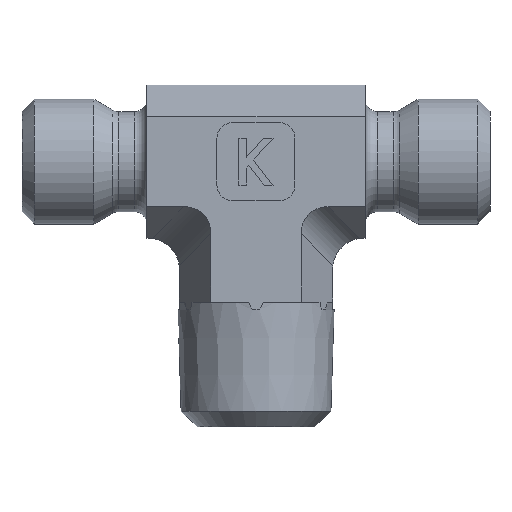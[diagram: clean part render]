
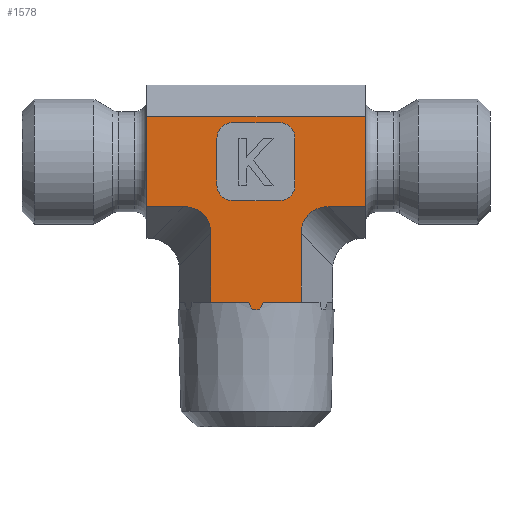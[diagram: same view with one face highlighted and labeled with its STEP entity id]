
A CAD part, left-side view. The second image highlights one B-rep face of the part: STEP entity #1578.
In plain terms, the highlighted planar face has unit normal (-1, 0, 0).
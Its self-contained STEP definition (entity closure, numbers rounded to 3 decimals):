
#289=CARTESIAN_POINT('',(-24.885,9.093,0.5));
#290=VERTEX_POINT('',#289);
#298=CARTESIAN_POINT('',(-24.885,9.327,0.0));
#299=VERTEX_POINT('',#298);
#300=CARTESIAN_POINT('',(-24.885,9.327,0.0));
#301=CARTESIAN_POINT('',(-24.885,9.21,0.162));
#302=CARTESIAN_POINT('',(-24.885,9.093,0.5));
#310=(BOUNDED_CURVE()B_SPLINE_CURVE(2,(#300,#301,#302),.UNSPECIFIED.,.F.,.U.)B_SPLINE_CURVE_WITH_KNOTS((3,3),(0.0,0.055),.UNSPECIFIED.)CURVE()GEOMETRIC_REPRESENTATION_ITEM()RATIONAL_B_SPLINE_CURVE((1.0,1.,1.0))REPRESENTATION_ITEM(''));
#311=EDGE_CURVE('',#299,#290,#310,.T.);
#313=CARTESIAN_POINT('',(-24.885,9.761,0.0));
#314=VERTEX_POINT('',#313);
#322=CARTESIAN_POINT('',(-24.885,9.995,0.5));
#323=VERTEX_POINT('',#322);
#324=CARTESIAN_POINT('',(-24.885,9.995,0.5));
#325=CARTESIAN_POINT('',(-24.885,9.878,0.162));
#326=CARTESIAN_POINT('',(-24.885,9.761,0.0));
#334=(BOUNDED_CURVE()B_SPLINE_CURVE(2,(#324,#325,#326),.UNSPECIFIED.,.F.,.U.)B_SPLINE_CURVE_WITH_KNOTS((3,3),(0.0,0.055),.UNSPECIFIED.)CURVE()GEOMETRIC_REPRESENTATION_ITEM()RATIONAL_B_SPLINE_CURVE((1.0,1.,1.0))REPRESENTATION_ITEM(''));
#335=EDGE_CURVE('',#323,#314,#334,.T.);
#769=CARTESIAN_POINT('',(-24.885,12.431,0.5));
#770=VERTEX_POINT('',#769);
#771=CARTESIAN_POINT('',(-24.885,12.431,0.5));
#772=DIRECTION('',(0.0,-1.0,0.0));
#773=VECTOR('',#772,2.435);
#774=LINE('',#771,#773);
#775=EDGE_CURVE('',#770,#323,#774,.T.);
#815=CARTESIAN_POINT('',(-24.885,6.657,0.5));
#816=VERTEX_POINT('',#815);
#823=CARTESIAN_POINT('',(-24.885,9.093,0.5));
#824=DIRECTION('',(0.0,-1.0,0.0));
#825=VECTOR('',#824,2.435);
#826=LINE('',#823,#825);
#827=EDGE_CURVE('',#290,#816,#826,.T.);
#1096=CARTESIAN_POINT('',(-24.885,9.761,0.0));
#1097=DIRECTION('',(0.0,-1.0,0.0));
#1098=VECTOR('',#1097,0.433);
#1099=LINE('',#1096,#1098);
#1100=EDGE_CURVE('',#314,#299,#1099,.T.);
#1364=CARTESIAN_POINT('',(-24.885,16.544,6.613));
#1365=VERTEX_POINT('',#1364);
#1372=CARTESIAN_POINT('',(-24.885,16.544,12.387));
#1373=VERTEX_POINT('',#1372);
#1374=CARTESIAN_POINT('',(-24.885,16.544,12.387));
#1375=DIRECTION('',(0.0,0.0,-1.0));
#1376=VECTOR('',#1375,5.774);
#1377=LINE('',#1374,#1376);
#1378=EDGE_CURVE('',#1373,#1365,#1377,.T.);
#1415=CARTESIAN_POINT('',(-24.885,2.544,12.387));
#1416=VERTEX_POINT('',#1415);
#1417=CARTESIAN_POINT('',(-24.885,16.544,12.387));
#1418=DIRECTION('',(0.0,-1.0,0.0));
#1419=VECTOR('',#1418,14.);
#1420=LINE('',#1417,#1419);
#1421=EDGE_CURVE('',#1373,#1416,#1420,.T.);
#1440=CARTESIAN_POINT('',(-24.885,6.657,0.0));
#1441=DIRECTION('',(-1.0,0.0,0.0));
#1442=DIRECTION('',(0.0,0.0,1.0));
#1443=AXIS2_PLACEMENT_3D('',#1440,#1441,#1442);
#1444=PLANE('',#1443);
#1445=ORIENTED_EDGE('',*,*,#827,.T.);
#1446=CARTESIAN_POINT('',(-24.885,6.657,4.881));
#1447=VERTEX_POINT('',#1446);
#1448=CARTESIAN_POINT('',(-24.885,6.657,0.5));
#1449=DIRECTION('',(0.0,0.0,1.0));
#1450=VECTOR('',#1449,4.381);
#1451=LINE('',#1448,#1450);
#1452=EDGE_CURVE('',#816,#1447,#1451,.T.);
#1453=ORIENTED_EDGE('',*,*,#1452,.T.);
#1454=CARTESIAN_POINT('',(-24.885,4.925,6.613));
#1455=VERTEX_POINT('',#1454);
#1456=CARTESIAN_POINT('',(-24.885,4.348,4.304));
#1457=DIRECTION('',(-1.0,0.,0.));
#1458=DIRECTION('',(0.,0.707,0.707));
#1459=AXIS2_PLACEMENT_3D('',#1456,#1457,#1458);
#1460=ELLIPSE('',#1459,2.582,2.0);
#1461=EDGE_CURVE('',#1455,#1447,#1460,.T.);
#1462=ORIENTED_EDGE('',*,*,#1461,.F.);
#1463=CARTESIAN_POINT('',(-24.885,2.544,6.613));
#1464=VERTEX_POINT('',#1463);
#1465=CARTESIAN_POINT('',(-24.885,4.925,6.613));
#1466=DIRECTION('',(0.0,-1.0,0.0));
#1467=VECTOR('',#1466,2.381);
#1468=LINE('',#1465,#1467);
#1469=EDGE_CURVE('',#1455,#1464,#1468,.T.);
#1470=ORIENTED_EDGE('',*,*,#1469,.T.);
#1471=CARTESIAN_POINT('',(-24.885,2.544,6.613));
#1472=DIRECTION('',(0.0,0.0,1.0));
#1473=VECTOR('',#1472,5.774);
#1474=LINE('',#1471,#1473);
#1475=EDGE_CURVE('',#1464,#1416,#1474,.T.);
#1476=ORIENTED_EDGE('',*,*,#1475,.T.);
#1477=ORIENTED_EDGE('',*,*,#1421,.F.);
#1478=ORIENTED_EDGE('',*,*,#1378,.T.);
#1479=CARTESIAN_POINT('',(-24.885,14.163,6.613));
#1480=VERTEX_POINT('',#1479);
#1481=CARTESIAN_POINT('',(-24.885,14.163,6.613));
#1482=DIRECTION('',(0.0,1.0,0.0));
#1483=VECTOR('',#1482,2.381);
#1484=LINE('',#1481,#1483);
#1485=EDGE_CURVE('',#1480,#1365,#1484,.T.);
#1486=ORIENTED_EDGE('',*,*,#1485,.F.);
#1487=CARTESIAN_POINT('',(-24.885,12.431,4.881));
#1488=VERTEX_POINT('',#1487);
#1489=CARTESIAN_POINT('',(-24.885,14.74,4.304));
#1490=DIRECTION('',(-1.0,0.,0.));
#1491=DIRECTION('',(0.,-0.707,0.707));
#1492=AXIS2_PLACEMENT_3D('',#1489,#1490,#1491);
#1493=ELLIPSE('',#1492,2.582,2.0);
#1494=EDGE_CURVE('',#1488,#1480,#1493,.T.);
#1495=ORIENTED_EDGE('',*,*,#1494,.F.);
#1496=CARTESIAN_POINT('',(-24.885,12.431,0.5));
#1497=DIRECTION('',(0.0,0.0,1.0));
#1498=VECTOR('',#1497,4.381);
#1499=LINE('',#1496,#1498);
#1500=EDGE_CURVE('',#770,#1488,#1499,.T.);
#1501=ORIENTED_EDGE('',*,*,#1500,.F.);
#1502=ORIENTED_EDGE('',*,*,#775,.T.);
#1503=ORIENTED_EDGE('',*,*,#335,.T.);
#1504=ORIENTED_EDGE('',*,*,#1100,.T.);
#1505=ORIENTED_EDGE('',*,*,#311,.T.);
#1506=EDGE_LOOP('',(#1445,#1453,#1462,#1470,#1476,#1477,#1478,#1486,#1495,#1501,#1502,#1503,#1504,#1505));
#1507=FACE_OUTER_BOUND('',#1506,.T.);
#1508=CARTESIAN_POINT('',(-24.885,11.044,12.));
#1509=VERTEX_POINT('',#1508);
#1510=CARTESIAN_POINT('',(-24.885,8.044,12.));
#1511=VERTEX_POINT('',#1510);
#1512=CARTESIAN_POINT('',(-24.885,11.044,12.));
#1513=DIRECTION('',(0.0,-1.0,0.0));
#1514=VECTOR('',#1513,3.0);
#1515=LINE('',#1512,#1514);
#1516=EDGE_CURVE('',#1509,#1511,#1515,.T.);
#1517=ORIENTED_EDGE('',*,*,#1516,.T.);
#1518=CARTESIAN_POINT('',(-24.885,7.044,11.));
#1519=VERTEX_POINT('',#1518);
#1520=CARTESIAN_POINT('',(-24.885,8.044,11.));
#1521=DIRECTION('',(-1.0,0.0,0.0));
#1522=DIRECTION('',(0.0,-0.707,0.707));
#1523=AXIS2_PLACEMENT_3D('',#1520,#1521,#1522);
#1524=CIRCLE('',#1523,1.0);
#1525=EDGE_CURVE('',#1519,#1511,#1524,.T.);
#1526=ORIENTED_EDGE('',*,*,#1525,.F.);
#1527=CARTESIAN_POINT('',(-24.885,7.044,8.));
#1528=VERTEX_POINT('',#1527);
#1529=CARTESIAN_POINT('',(-24.885,7.044,11.));
#1530=DIRECTION('',(0.0,0.0,-1.0));
#1531=VECTOR('',#1530,3.);
#1532=LINE('',#1529,#1531);
#1533=EDGE_CURVE('',#1519,#1528,#1532,.T.);
#1534=ORIENTED_EDGE('',*,*,#1533,.T.);
#1535=CARTESIAN_POINT('',(-24.885,8.044,7.));
#1536=VERTEX_POINT('',#1535);
#1537=CARTESIAN_POINT('',(-24.885,8.044,8.));
#1538=DIRECTION('',(-1.0,0.0,0.0));
#1539=DIRECTION('',(0.0,-0.707,-0.707));
#1540=AXIS2_PLACEMENT_3D('',#1537,#1538,#1539);
#1541=CIRCLE('',#1540,1.0);
#1542=EDGE_CURVE('',#1536,#1528,#1541,.T.);
#1543=ORIENTED_EDGE('',*,*,#1542,.F.);
#1544=CARTESIAN_POINT('',(-24.885,11.044,7.));
#1545=VERTEX_POINT('',#1544);
#1546=CARTESIAN_POINT('',(-24.885,8.044,7.));
#1547=DIRECTION('',(0.0,1.0,0.0));
#1548=VECTOR('',#1547,3.0);
#1549=LINE('',#1546,#1548);
#1550=EDGE_CURVE('',#1536,#1545,#1549,.T.);
#1551=ORIENTED_EDGE('',*,*,#1550,.T.);
#1552=CARTESIAN_POINT('',(-24.885,12.044,8.));
#1553=VERTEX_POINT('',#1552);
#1554=CARTESIAN_POINT('',(-24.885,11.044,8.));
#1555=DIRECTION('',(-1.0,0.0,0.0));
#1556=DIRECTION('',(0.0,0.707,-0.707));
#1557=AXIS2_PLACEMENT_3D('',#1554,#1555,#1556);
#1558=CIRCLE('',#1557,1.0);
#1559=EDGE_CURVE('',#1553,#1545,#1558,.T.);
#1560=ORIENTED_EDGE('',*,*,#1559,.F.);
#1561=CARTESIAN_POINT('',(-24.885,12.044,11.));
#1562=VERTEX_POINT('',#1561);
#1563=CARTESIAN_POINT('',(-24.885,12.044,8.));
#1564=DIRECTION('',(0.0,0.0,1.0));
#1565=VECTOR('',#1564,3.);
#1566=LINE('',#1563,#1565);
#1567=EDGE_CURVE('',#1553,#1562,#1566,.T.);
#1568=ORIENTED_EDGE('',*,*,#1567,.T.);
#1569=CARTESIAN_POINT('',(-24.885,11.044,11.));
#1570=DIRECTION('',(-1.0,0.0,0.0));
#1571=DIRECTION('',(0.0,0.707,0.707));
#1572=AXIS2_PLACEMENT_3D('',#1569,#1570,#1571);
#1573=CIRCLE('',#1572,1.0);
#1574=EDGE_CURVE('',#1509,#1562,#1573,.T.);
#1575=ORIENTED_EDGE('',*,*,#1574,.F.);
#1576=EDGE_LOOP('',(#1517,#1526,#1534,#1543,#1551,#1560,#1568,#1575));
#1577=FACE_BOUND('',#1576,.T.);
#1578=ADVANCED_FACE('',(#1507,#1577),#1444,.T.);
